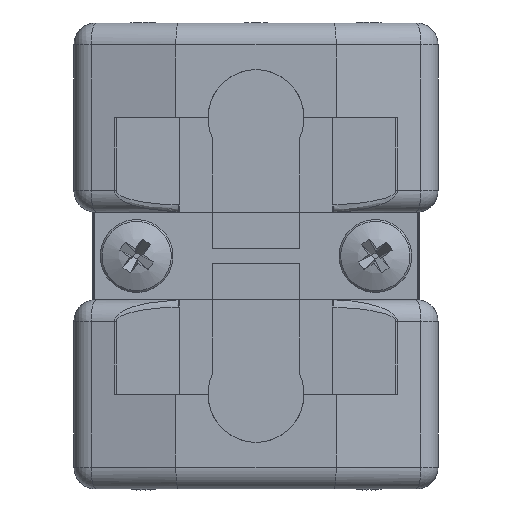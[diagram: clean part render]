
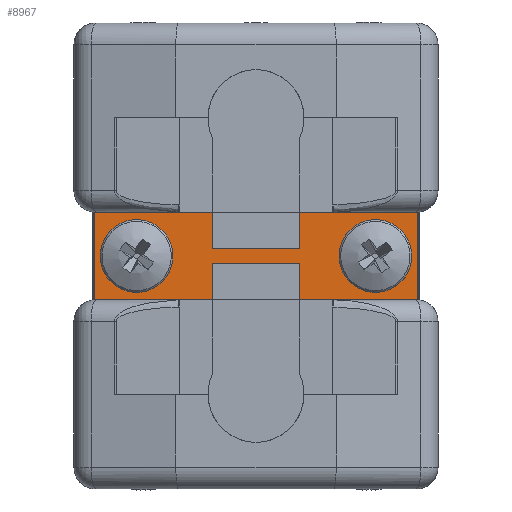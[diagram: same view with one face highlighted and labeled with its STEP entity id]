
A CAD part, left-side view. The second image highlights one B-rep face of the part: STEP entity #8967.
In plain terms, the highlighted planar face has unit normal (-1, 0, 0).
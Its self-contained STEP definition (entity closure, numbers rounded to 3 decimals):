
#586 = CARTESIAN_POINT ( 'NONE',  ( -28.3, -3., 3. ) ) ;
#841 = DIRECTION ( 'NONE',  ( 0., 0., -1. ) ) ;
#1145 = DIRECTION ( 'NONE',  ( 0., 1., 0. ) ) ;
#1213 = CIRCLE ( 'NONE', #14806, 1.25 ) ;
#1984 = CARTESIAN_POINT ( 'NONE',  ( -28.3, -3., -3. ) ) ;
#1990 = DIRECTION ( 'NONE',  ( 0., -1., 0. ) ) ;
#2055 = EDGE_CURVE ( 'NONE', #30630, #10564, #29404, .T. ) ;
#2271 = EDGE_CURVE ( 'NONE', #31265, #18818, #2931, .T. ) ;
#2631 = VECTOR ( 'NONE', #19120, 1000. ) ;
#2931 = LINE ( 'NONE', #21790, #32654 ) ;
#3294 = CARTESIAN_POINT ( 'NONE',  ( -28.3, 0., -0.5 ) ) ;
#3345 = EDGE_CURVE ( 'NONE', #30630, #22970, #28966, .T. ) ;
#3425 = CARTESIAN_POINT ( 'NONE',  ( -28.3, 0., 3. ) ) ;
#3446 = CARTESIAN_POINT ( 'NONE',  ( -28.3, -9.45, 0. ) ) ;
#3983 = PLANE ( 'NONE',  #10201 ) ;
#4122 = FACE_BOUND ( 'NONE', #14233, .T. ) ;
#4550 = ORIENTED_EDGE ( 'NONE', *, *, #3345, .F. ) ;
#4891 = VERTEX_POINT ( 'NONE', #586 ) ;
#5380 = VECTOR ( 'NONE', #13906, 1000. ) ;
#5540 = EDGE_CURVE ( 'NONE', #22947, #18818, #11547, .T. ) ;
#6581 = ORIENTED_EDGE ( 'NONE', *, *, #10510, .T. ) ;
#6665 = CARTESIAN_POINT ( 'NONE',  ( -28.3, -11.1, 3. ) ) ;
#6753 = ORIENTED_EDGE ( 'NONE', *, *, #22731, .T. ) ;
#6932 = EDGE_CURVE ( 'NONE', #29718, #22947, #31477, .T. ) ;
#7040 = ORIENTED_EDGE ( 'NONE', *, *, #2055, .T. ) ;
#7845 = VECTOR ( 'NONE', #8514, 1000. ) ;
#7918 = EDGE_LOOP ( 'NONE', ( #6581 ) ) ;
#7933 = VECTOR ( 'NONE', #1990, 1000. ) ;
#8029 = CIRCLE ( 'NONE', #33251, 1.25 ) ;
#8388 = CARTESIAN_POINT ( 'NONE',  ( -28.3, -11.1, 3. ) ) ;
#8514 = DIRECTION ( 'NONE',  ( 0., 1., 0. ) ) ;
#8589 = ORIENTED_EDGE ( 'NONE', *, *, #32955, .T. ) ;
#8726 = DIRECTION ( 'NONE',  ( 0., 0., -1. ) ) ;
#8967 = ADVANCED_FACE ( 'NONE', ( #4122, #31011, #13517 ), #3983, .T. ) ;
#9146 = LINE ( 'NONE', #24903, #7933 ) ;
#9297 = DIRECTION ( 'NONE',  ( 0., -1., 0. ) ) ;
#9997 = CARTESIAN_POINT ( 'NONE',  ( -28.3, 3., 3. ) ) ;
#10201 = AXIS2_PLACEMENT_3D ( 'NONE', #22075, #22191, #27306 ) ;
#10228 = ORIENTED_EDGE ( 'NONE', *, *, #31878, .T. ) ;
#10303 = LINE ( 'NONE', #23899, #7845 ) ;
#10483 = CARTESIAN_POINT ( 'NONE',  ( -28.3, 3., 3. ) ) ;
#10510 = EDGE_CURVE ( 'NONE', #17179, #17179, #1213, .T. ) ;
#10564 = VERTEX_POINT ( 'NONE', #11919 ) ;
#10702 = EDGE_LOOP ( 'NONE', ( #4550, #7040, #8589, #33222, #22524, #21035, #15375, #31686, #15645, #10228, #20408, #19786 ) ) ;
#11049 = CARTESIAN_POINT ( 'NONE',  ( -28.3, -3., -0.5 ) ) ;
#11547 = LINE ( 'NONE', #29674, #24578 ) ;
#11599 = LINE ( 'NONE', #3294, #2631 ) ;
#11635 = VECTOR ( 'NONE', #28910, 1000. ) ;
#11919 = CARTESIAN_POINT ( 'NONE',  ( -28.3, 11.1, 3. ) ) ;
#12117 = EDGE_CURVE ( 'NONE', #26852, #26778, #24645, .T. ) ;
#12307 = VECTOR ( 'NONE', #841, 1000. ) ;
#12310 = CARTESIAN_POINT ( 'NONE',  ( -28.3, 3., 0.5 ) ) ;
#13517 = FACE_BOUND ( 'NONE', #7918, .T. ) ;
#13906 = DIRECTION ( 'NONE',  ( 0., 1., 0. ) ) ;
#14233 = EDGE_LOOP ( 'NONE', ( #6753 ) ) ;
#14438 = CARTESIAN_POINT ( 'NONE',  ( -28.3, -8.2, 0. ) ) ;
#14637 = CARTESIAN_POINT ( 'NONE',  ( -28.3, 3., -0.5 ) ) ;
#14806 = AXIS2_PLACEMENT_3D ( 'NONE', #14438, #17058, #9297 ) ;
#15046 = VERTEX_POINT ( 'NONE', #19202 ) ;
#15375 = ORIENTED_EDGE ( 'NONE', *, *, #2271, .T. ) ;
#15645 = ORIENTED_EDGE ( 'NONE', *, *, #6932, .F. ) ;
#16094 = VECTOR ( 'NONE', #1145, 1000. ) ;
#16489 = DIRECTION ( 'NONE',  ( 0., 1., 0. ) ) ;
#16655 = VECTOR ( 'NONE', #25212, 1000. ) ;
#17058 = DIRECTION ( 'NONE',  ( 1., 0., 0. ) ) ;
#17179 = VERTEX_POINT ( 'NONE', #3446 ) ;
#17619 = CARTESIAN_POINT ( 'NONE',  ( -28.3, 11.1, -3. ) ) ;
#18818 = VERTEX_POINT ( 'NONE', #1984 ) ;
#18857 = LINE ( 'NONE', #31936, #12307 ) ;
#19120 = DIRECTION ( 'NONE',  ( 0., -1., 0. ) ) ;
#19202 = CARTESIAN_POINT ( 'NONE',  ( -28.3, -3., 0.5 ) ) ;
#19786 = ORIENTED_EDGE ( 'NONE', *, *, #26691, .F. ) ;
#19898 = CARTESIAN_POINT ( 'NONE',  ( -28.3, 3., -3. ) ) ;
#20191 = LINE ( 'NONE', #28689, #11635 ) ;
#20208 = CARTESIAN_POINT ( 'NONE',  ( -28.3, 3., 3. ) ) ;
#20408 = ORIENTED_EDGE ( 'NONE', *, *, #25623, .T. ) ;
#20411 = VECTOR ( 'NONE', #22971, 1000. ) ;
#21035 = ORIENTED_EDGE ( 'NONE', *, *, #26068, .T. ) ;
#21166 = VERTEX_POINT ( 'NONE', #14637 ) ;
#21457 = EDGE_CURVE ( 'NONE', #21166, #26852, #23951, .T. ) ;
#21774 = CARTESIAN_POINT ( 'NONE',  ( -28.3, 6.95, 0. ) ) ;
#21790 = CARTESIAN_POINT ( 'NONE',  ( -28.3, -3., 3. ) ) ;
#22075 = CARTESIAN_POINT ( 'NONE',  ( -28.3, 0., 3. ) ) ;
#22191 = DIRECTION ( 'NONE',  ( -1., 0., 0. ) ) ;
#22524 = ORIENTED_EDGE ( 'NONE', *, *, #21457, .F. ) ;
#22731 = EDGE_CURVE ( 'NONE', #28997, #28997, #8029, .T. ) ;
#22947 = VERTEX_POINT ( 'NONE', #25283 ) ;
#22970 = VERTEX_POINT ( 'NONE', #12310 ) ;
#22971 = DIRECTION ( 'NONE',  ( 0., 0., -1. ) ) ;
#23899 = CARTESIAN_POINT ( 'NONE',  ( -28.3, 0., 3. ) ) ;
#23951 = LINE ( 'NONE', #20208, #16655 ) ;
#24578 = VECTOR ( 'NONE', #16489, 1000. ) ;
#24645 = LINE ( 'NONE', #27009, #16094 ) ;
#24903 = CARTESIAN_POINT ( 'NONE',  ( -28.3, 0., 0.5 ) ) ;
#25212 = DIRECTION ( 'NONE',  ( 0., 0., -1. ) ) ;
#25283 = CARTESIAN_POINT ( 'NONE',  ( -28.3, -11.1, -3. ) ) ;
#25623 = EDGE_CURVE ( 'NONE', #4891, #15046, #20191, .T. ) ;
#26068 = EDGE_CURVE ( 'NONE', #21166, #31265, #11599, .T. ) ;
#26691 = EDGE_CURVE ( 'NONE', #22970, #15046, #9146, .T. ) ;
#26778 = VERTEX_POINT ( 'NONE', #17619 ) ;
#26852 = VERTEX_POINT ( 'NONE', #19898 ) ;
#27009 = CARTESIAN_POINT ( 'NONE',  ( -28.3, 0., -3. ) ) ;
#27306 = DIRECTION ( 'NONE',  ( 0., -1., 0. ) ) ;
#27454 = DIRECTION ( 'NONE',  ( 1., 0., 0. ) ) ;
#28689 = CARTESIAN_POINT ( 'NONE',  ( -28.3, -3., 3. ) ) ;
#28910 = DIRECTION ( 'NONE',  ( 0., 0., -1. ) ) ;
#28966 = LINE ( 'NONE', #9997, #20411 ) ;
#28997 = VERTEX_POINT ( 'NONE', #21774 ) ;
#29197 = DIRECTION ( 'NONE',  ( 0., 0., -1. ) ) ;
#29404 = LINE ( 'NONE', #3425, #5380 ) ;
#29674 = CARTESIAN_POINT ( 'NONE',  ( -28.3, 0., -3. ) ) ;
#29718 = VERTEX_POINT ( 'NONE', #6665 ) ;
#29967 = DIRECTION ( 'NONE',  ( 0., -1., 0. ) ) ;
#30630 = VERTEX_POINT ( 'NONE', #10483 ) ;
#31011 = FACE_OUTER_BOUND ( 'NONE', #10702, .T. ) ;
#31265 = VERTEX_POINT ( 'NONE', #11049 ) ;
#31477 = LINE ( 'NONE', #8388, #32677 ) ;
#31686 = ORIENTED_EDGE ( 'NONE', *, *, #5540, .F. ) ;
#31878 = EDGE_CURVE ( 'NONE', #29718, #4891, #10303, .T. ) ;
#31936 = CARTESIAN_POINT ( 'NONE',  ( -28.3, 11.1, 3. ) ) ;
#32654 = VECTOR ( 'NONE', #29197, 1000. ) ;
#32677 = VECTOR ( 'NONE', #8726, 1000. ) ;
#32689 = CARTESIAN_POINT ( 'NONE',  ( -28.3, 8.2, 0. ) ) ;
#32955 = EDGE_CURVE ( 'NONE', #10564, #26778, #18857, .T. ) ;
#33222 = ORIENTED_EDGE ( 'NONE', *, *, #12117, .F. ) ;
#33251 = AXIS2_PLACEMENT_3D ( 'NONE', #32689, #27454, #29967 ) ;
